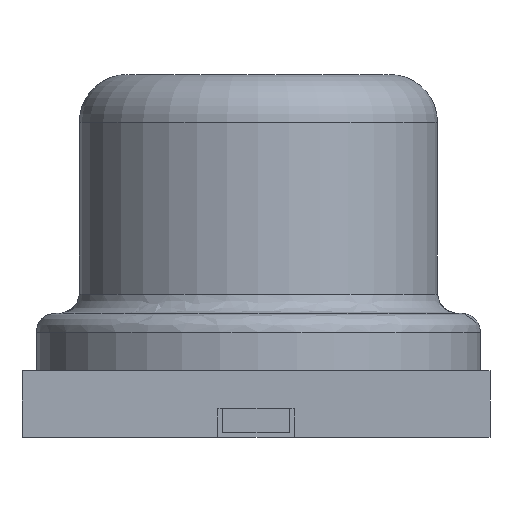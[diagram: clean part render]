
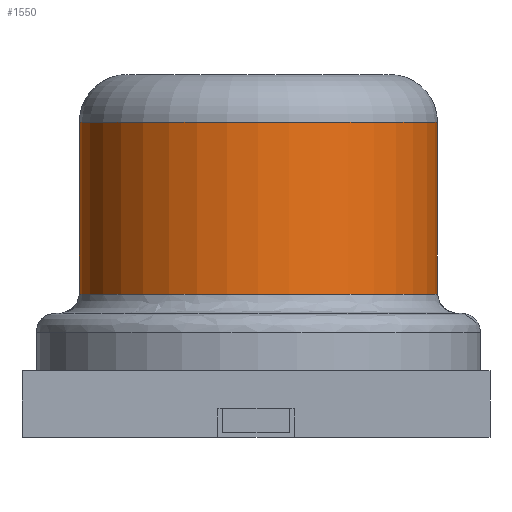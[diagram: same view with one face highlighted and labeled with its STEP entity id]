
A CAD part, front view. The second image highlights one B-rep face of the part: STEP entity #1550.
In plain terms, the highlighted cylindrical face has radius 1.875 mm (diameter 3.75 mm), a partial arc.
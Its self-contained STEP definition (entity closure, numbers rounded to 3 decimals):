
#15 = AXIS2_PLACEMENT_3D ( 'NONE', #1610, #1599, #1602 ) ;
#125 = DIRECTION ( 'NONE',  ( 0., 1., 0. ) ) ;
#127 = DIRECTION ( 'NONE',  ( 0., 0., -1. ) ) ;
#130 = CARTESIAN_POINT ( 'NONE',  ( 0.025, -3.075, 3.3 ) ) ;
#165 = CIRCLE ( 'NONE', #609, 1.875 ) ;
#214 = VECTOR ( 'NONE', #1170, 1000. ) ;
#217 = LINE ( 'NONE', #1283, #214 ) ;
#223 = CIRCLE ( 'NONE', #634, 1.875 ) ;
#299 = VECTOR ( 'NONE', #1231, 1000. ) ;
#307 = LINE ( 'NONE', #1180, #299 ) ;
#372 = VERTEX_POINT ( 'NONE', #1119 ) ;
#389 = VERTEX_POINT ( 'NONE', #1131 ) ;
#396 = VERTEX_POINT ( 'NONE', #1097 ) ;
#402 = VERTEX_POINT ( 'NONE', #1134 ) ;
#440 = ORIENTED_EDGE ( 'NONE', *, *, #1383, .T. ) ;
#456 = ORIENTED_EDGE ( 'NONE', *, *, #1428, .T. ) ;
#495 = ORIENTED_EDGE ( 'NONE', *, *, #1409, .T. ) ;
#497 = ORIENTED_EDGE ( 'NONE', *, *, #1413, .T. ) ;
#609 = AXIS2_PLACEMENT_3D ( 'NONE', #130, #127, #125 ) ;
#634 = AXIS2_PLACEMENT_3D ( 'NONE', #1107, #1200, #1172 ) ;
#768 = EDGE_LOOP ( 'NONE', ( #495, #456, #440, #497 ) ) ;
#859 = FACE_OUTER_BOUND ( 'NONE', #768, .T. ) ;
#869 = CYLINDRICAL_SURFACE ( 'NONE', #15, 1.875 ) ;
#1097 = CARTESIAN_POINT ( 'NONE',  ( -1.85, -3.075, 3.3 ) ) ;
#1107 = CARTESIAN_POINT ( 'NONE',  ( 0.025, -3.075, 1.5 ) ) ;
#1119 = CARTESIAN_POINT ( 'NONE',  ( 1.9, -3.075, 3.3 ) ) ;
#1131 = CARTESIAN_POINT ( 'NONE',  ( -1.85, -3.075, 1.5 ) ) ;
#1134 = CARTESIAN_POINT ( 'NONE',  ( 1.9, -3.075, 1.5 ) ) ;
#1170 = DIRECTION ( 'NONE',  ( 0., 0., 1. ) ) ;
#1172 = DIRECTION ( 'NONE',  ( 1., 0., 0. ) ) ;
#1180 = CARTESIAN_POINT ( 'NONE',  ( -1.85, -3.075, 5.08 ) ) ;
#1200 = DIRECTION ( 'NONE',  ( 0., 0., 1. ) ) ;
#1231 = DIRECTION ( 'NONE',  ( 0., 0., -1. ) ) ;
#1283 = CARTESIAN_POINT ( 'NONE',  ( 1.9, -3.075, 5.08 ) ) ;
#1383 = EDGE_CURVE ( 'NONE', #396, #389, #307, .T. ) ;
#1409 = EDGE_CURVE ( 'NONE', #402, #372, #217, .T. ) ;
#1413 = EDGE_CURVE ( 'NONE', #389, #402, #223, .T. ) ;
#1428 = EDGE_CURVE ( 'NONE', #372, #396, #165, .T. ) ;
#1550 = ADVANCED_FACE ( 'NONE', ( #859 ), #869, .T. ) ;
#1599 = DIRECTION ( 'NONE',  ( 0., 0., -1. ) ) ;
#1602 = DIRECTION ( 'NONE',  ( -1., 0., 0. ) ) ;
#1610 = CARTESIAN_POINT ( 'NONE',  ( 0.025, -3.075, 5.08 ) ) ;
